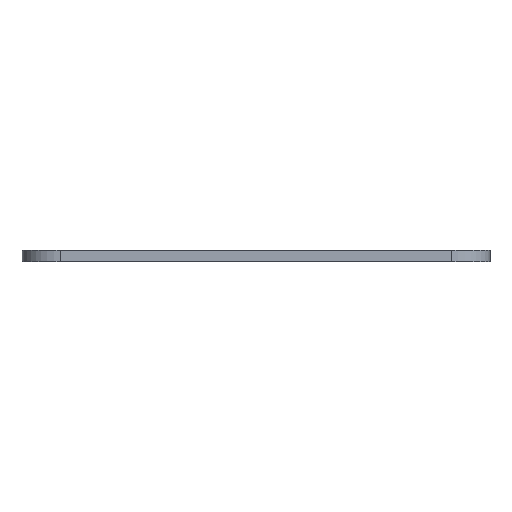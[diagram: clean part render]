
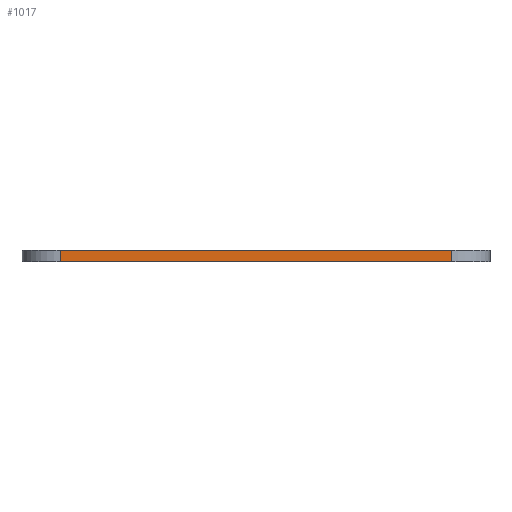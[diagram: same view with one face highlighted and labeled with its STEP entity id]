
A CAD part, left-side view. The second image highlights one B-rep face of the part: STEP entity #1017.
In plain terms, the highlighted planar face has unit normal (-1, 0, 0).
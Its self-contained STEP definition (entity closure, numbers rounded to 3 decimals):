
#39=PLANE('',#1111);
#67=FACE_OUTER_BOUND('',#130,.T.);
#130=EDGE_LOOP('',(#749,#750,#751,#752));
#196=LINE('',#1517,#294);
#217=LINE('',#1606,#315);
#218=LINE('',#1609,#316);
#219=LINE('',#1610,#317);
#294=VECTOR('',#1206,10.);
#315=VECTOR('',#1277,10.);
#316=VECTOR('',#1280,10.);
#317=VECTOR('',#1281,10.);
#446=VERTEX_POINT('',#1514);
#447=VERTEX_POINT('',#1516);
#490=VERTEX_POINT('',#1604);
#491=VERTEX_POINT('',#1608);
#548=EDGE_CURVE('',#446,#447,#196,.T.);
#593=EDGE_CURVE('',#447,#490,#217,.T.);
#594=EDGE_CURVE('',#491,#446,#218,.T.);
#595=EDGE_CURVE('',#490,#491,#219,.T.);
#749=ORIENTED_EDGE('',*,*,#593,.F.);
#750=ORIENTED_EDGE('',*,*,#548,.F.);
#751=ORIENTED_EDGE('',*,*,#594,.F.);
#752=ORIENTED_EDGE('',*,*,#595,.F.);
#1017=ADVANCED_FACE('',(#67),#39,.T.);
#1111=AXIS2_PLACEMENT_3D('',#1607,#1278,#1279);
#1206=DIRECTION('',(0.,1.,0.));
#1277=DIRECTION('',(0.,0.,1.));
#1278=DIRECTION('center_axis',(-1.,0.,0.));
#1279=DIRECTION('ref_axis',(0.,-1.,0.));
#1280=DIRECTION('',(0.,0.,-1.));
#1281=DIRECTION('',(0.,-1.,0.));
#1514=CARTESIAN_POINT('',(15.295,-44.026,0.));
#1516=CARTESIAN_POINT('',(15.295,6.884,0.));
#1517=CARTESIAN_POINT('',(15.295,-49.026,0.));
#1604=CARTESIAN_POINT('',(15.295,6.884,1.5));
#1606=CARTESIAN_POINT('',(15.295,6.884,0.));
#1607=CARTESIAN_POINT('Origin',(15.295,11.884,0.));
#1608=CARTESIAN_POINT('',(15.295,-44.026,1.5));
#1609=CARTESIAN_POINT('',(15.295,-44.026,0.));
#1610=CARTESIAN_POINT('',(15.295,-49.026,1.5));
